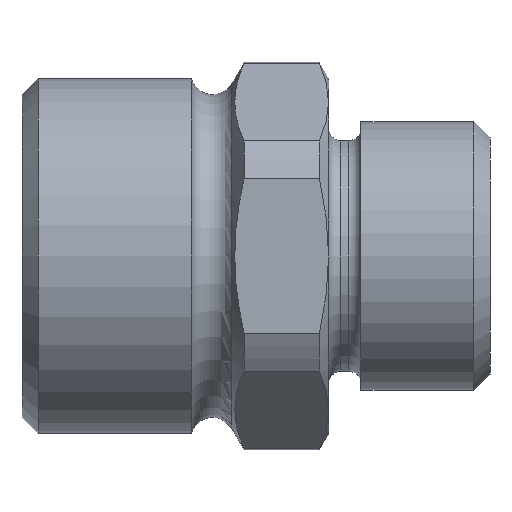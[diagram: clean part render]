
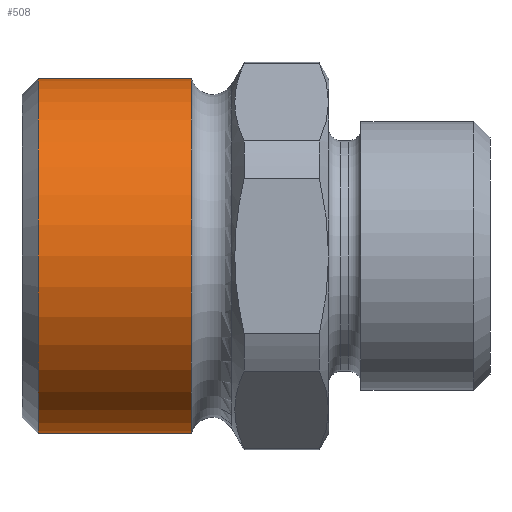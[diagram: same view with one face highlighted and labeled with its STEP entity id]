
A CAD part, front view. The second image highlights one B-rep face of the part: STEP entity #508.
In plain terms, the highlighted cylindrical face has radius 11 mm (diameter 22 mm), a full revolution.
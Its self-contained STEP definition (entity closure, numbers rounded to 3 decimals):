
#54=CYLINDRICAL_SURFACE('',#581,11.);
#153=ORIENTED_EDGE('',*,*,#273,.T.);
#154=ORIENTED_EDGE('',*,*,#274,.T.);
#273=EDGE_CURVE('',#321,#321,#357,.F.);
#274=EDGE_CURVE('',#322,#322,#358,.T.);
#321=VERTEX_POINT('',#942);
#322=VERTEX_POINT('',#944);
#357=CIRCLE('',#582,11.);
#358=CIRCLE('',#583,11.);
#388=EDGE_LOOP('',(#153));
#389=EDGE_LOOP('',(#154));
#444=FACE_BOUND('',#388,.T.);
#445=FACE_BOUND('',#389,.T.);
#508=ADVANCED_FACE('',(#444,#445),#54,.T.);
#581=AXIS2_PLACEMENT_3D('',#940,#706,#707);
#582=AXIS2_PLACEMENT_3D('',#941,#708,#709);
#583=AXIS2_PLACEMENT_3D('',#943,#710,#711);
#706=DIRECTION('',(-1.,0.,0.));
#707=DIRECTION('',(0.,0.,1.));
#708=DIRECTION('',(-1.,0.,0.));
#709=DIRECTION('',(0.,0.,1.));
#710=DIRECTION('',(-1.,0.,0.));
#711=DIRECTION('',(0.,0.,1.));
#940=CARTESIAN_POINT('',(-30.,0.,0.));
#941=CARTESIAN_POINT('',(1.,0.,0.));
#942=CARTESIAN_POINT('',(1.,0.,11.));
#943=CARTESIAN_POINT('',(10.5,0.,0.));
#944=CARTESIAN_POINT('',(10.5,0.,11.));
